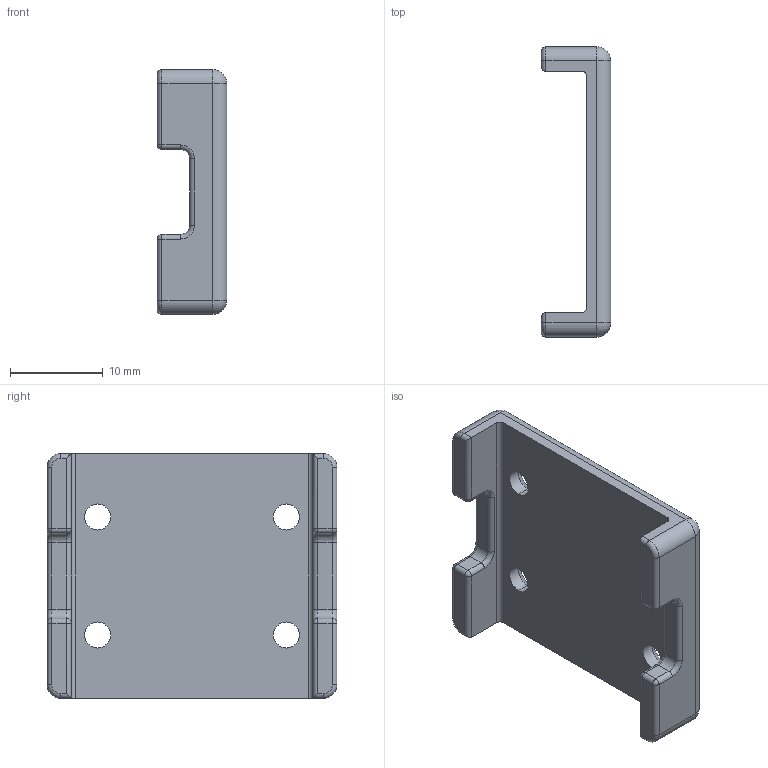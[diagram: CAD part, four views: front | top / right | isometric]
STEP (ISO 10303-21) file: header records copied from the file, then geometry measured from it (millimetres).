
FILE_DESCRIPTION (( 'STEP AP214' ), '1' );
FILE_NAME ('Temperature Wall.STEP', '2023-08-10T10:03:42', ( '' ), ( '' ), 'SwSTEP 2.0', 'SolidWorks 2018', '' );
FILE_SCHEMA (( 'AUTOMOTIVE_DESIGN' ));
Length unit declared in the file: millimetre
Products named in the file (1): Temperature Wall
Bounding box: 7.49 x 31.2 x 26.36 mm (x, y, z)
Volume: 2471.3 mm3; surface area: 2300.5 mm2
Topology: 1 solids, 1 shells, 100 faces, 234 edges, 124 vertices
Faces by surface type: cylinder 50, plane 18, sphere 12, torus 12, cone 8
Entity records: 2772 total; most frequent: DIRECTION 532, CARTESIAN_POINT 459, ORIENTED_EDGE 444, EDGE_CURVE 222, AXIS2_PLACEMENT_3D 213, VERTEX_POINT 124, CIRCLE 112, EDGE_LOOP 108
